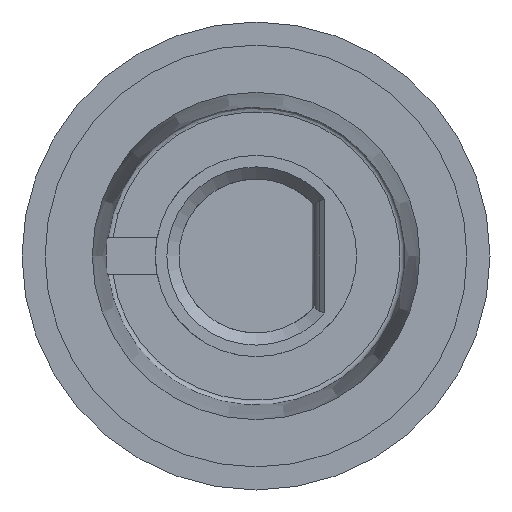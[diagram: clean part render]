
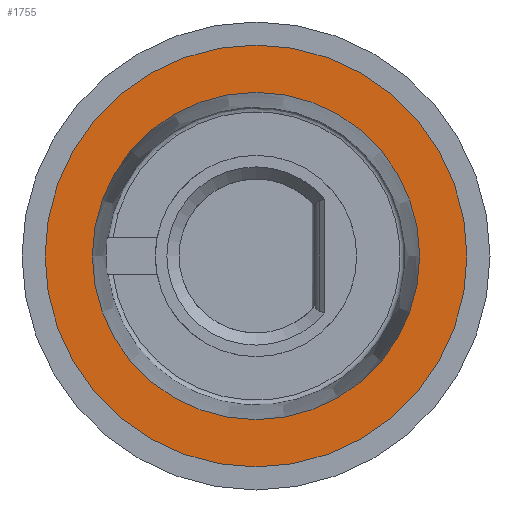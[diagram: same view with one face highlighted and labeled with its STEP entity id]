
A CAD part, front view. The second image highlights one B-rep face of the part: STEP entity #1755.
In plain terms, the highlighted planar face has unit normal (0, -1, 0).
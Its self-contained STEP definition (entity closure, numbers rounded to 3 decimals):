
#65=FACE_BOUND('',#496,.T.);
#260=CIRCLE('',#1891,6.75);
#270=CIRCLE('',#1913,8.7);
#384=FACE_OUTER_BOUND('',#495,.T.);
#495=EDGE_LOOP('',(#1298));
#496=EDGE_LOOP('',(#1299));
#767=VERTEX_POINT('',#2745);
#781=VERTEX_POINT('',#2822);
#944=EDGE_CURVE('',#767,#767,#260,.T.);
#968=EDGE_CURVE('',#781,#781,#270,.T.);
#1298=ORIENTED_EDGE('',*,*,#968,.F.);
#1299=ORIENTED_EDGE('',*,*,#944,.T.);
#1727=PLANE('',#1912);
#1755=ADVANCED_FACE('',(#384,#65),#1727,.T.);
#1891=AXIS2_PLACEMENT_3D('',#2747,#2189,#2190);
#1912=AXIS2_PLACEMENT_3D('',#2821,#2239,#2240);
#1913=AXIS2_PLACEMENT_3D('',#2823,#2241,#2242);
#2189=DIRECTION('center_axis',(0.,1.,0.));
#2190=DIRECTION('ref_axis',(1.,0.,0.));
#2239=DIRECTION('center_axis',(0.,-1.,0.));
#2240=DIRECTION('ref_axis',(0.,0.,-1.));
#2241=DIRECTION('center_axis',(0.,1.,0.));
#2242=DIRECTION('ref_axis',(1.,0.,0.));
#2745=CARTESIAN_POINT('',(-6.75,3.3,0.));
#2747=CARTESIAN_POINT('Origin',(0.,3.3,0.));
#2821=CARTESIAN_POINT('Origin',(0.,3.3,0.));
#2822=CARTESIAN_POINT('',(-8.7,3.3,0.));
#2823=CARTESIAN_POINT('Origin',(0.,3.3,0.));
